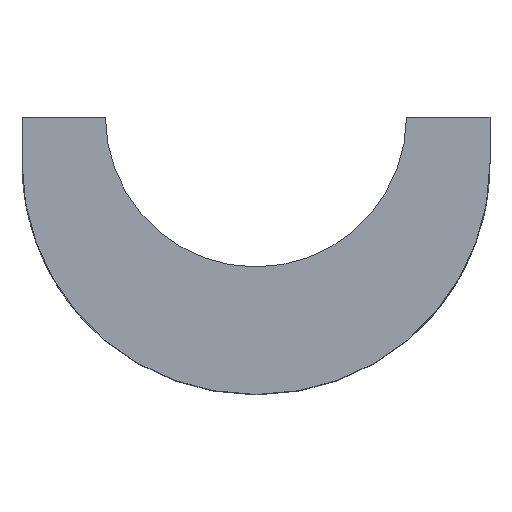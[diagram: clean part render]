
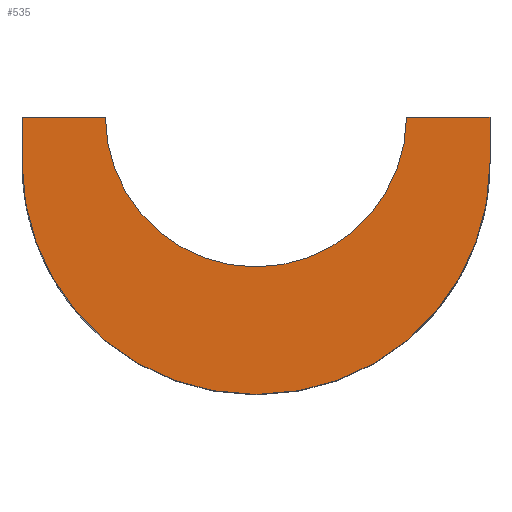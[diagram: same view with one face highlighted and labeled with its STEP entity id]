
A CAD part, top view. The second image highlights one B-rep face of the part: STEP entity #535.
In plain terms, the highlighted planar face has unit normal (0, 0, 1).
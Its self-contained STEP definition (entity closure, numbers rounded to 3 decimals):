
#28=PLANE('',#601);
#70=FACE_OUTER_BOUND('',#112,.T.);
#112=EDGE_LOOP('',(#480,#481,#482,#483,#484,#485,#486,#487));
#128=LINE('',#889,#170);
#145=LINE('',#1052,#187);
#149=LINE('',#1061,#191);
#154=LINE('',#1073,#196);
#163=LINE('',#1117,#205);
#170=VECTOR('',#619,10.);
#187=VECTOR('',#660,10.);
#191=VECTOR('',#668,10.);
#196=VECTOR('',#679,10.);
#205=VECTOR('',#742,10.);
#206=CIRCLE('',#552,50.);
#208=CIRCLE('',#556,50.);
#227=CIRCLE('',#600,32.5);
#228=VERTEX_POINT('',#753);
#229=VERTEX_POINT('',#754);
#240=VERTEX_POINT('',#888);
#242=VERTEX_POINT('',#894);
#260=VERTEX_POINT('',#1050);
#262=VERTEX_POINT('',#1058);
#263=VERTEX_POINT('',#1060);
#275=VERTEX_POINT('',#1115);
#276=EDGE_CURVE('',#228,#229,#206,.T.);
#288=EDGE_CURVE('',#229,#240,#128,.T.);
#291=EDGE_CURVE('',#240,#242,#208,.T.);
#315=EDGE_CURVE('',#260,#228,#145,.T.);
#319=EDGE_CURVE('',#263,#262,#149,.T.);
#326=EDGE_CURVE('',#262,#242,#154,.T.);
#346=EDGE_CURVE('',#260,#275,#163,.T.);
#347=EDGE_CURVE('',#275,#263,#227,.T.);
#480=ORIENTED_EDGE('',*,*,#291,.F.);
#481=ORIENTED_EDGE('',*,*,#288,.F.);
#482=ORIENTED_EDGE('',*,*,#276,.F.);
#483=ORIENTED_EDGE('',*,*,#315,.F.);
#484=ORIENTED_EDGE('',*,*,#346,.T.);
#485=ORIENTED_EDGE('',*,*,#347,.T.);
#486=ORIENTED_EDGE('',*,*,#319,.T.);
#487=ORIENTED_EDGE('',*,*,#326,.T.);
#535=ADVANCED_FACE('',(#70),#28,.T.);
#552=AXIS2_PLACEMENT_3D('',#755,#607,#608);
#556=AXIS2_PLACEMENT_3D('',#895,#624,#625);
#600=AXIS2_PLACEMENT_3D('',#1119,#745,#746);
#601=AXIS2_PLACEMENT_3D('',#1120,#747,#748);
#607=DIRECTION('center_axis',(0.,0.,
-1.));
#608=DIRECTION('ref_axis',(0.707,-0.707,0.));
#619=DIRECTION('',(-1.,0.,0.));
#624=DIRECTION('center_axis',(0.,0.,
-1.));
#625=DIRECTION('ref_axis',(-0.707,-0.707,0.));
#660=DIRECTION('',(0.,-1.,0.));
#668=DIRECTION('',(-1.,0.,0.));
#679=DIRECTION('',(0.,-1.,0.));
#742=DIRECTION('',(-1.,0.,0.));
#745=DIRECTION('center_axis',(0.,0.,
-1.));
#746=DIRECTION('ref_axis',(-1.,0.,0.));
#747=DIRECTION('center_axis',(0.,0.,
1.));
#748=DIRECTION('ref_axis',(-1.,0.,0.));
#753=CARTESIAN_POINT('',(121.,-93.5,54.5));
#754=CARTESIAN_POINT('',(71.,-143.5,54.5));
#755=CARTESIAN_POINT('Origin',(71.,-93.5,54.5));
#888=CARTESIAN_POINT('',(69.968,-143.5,54.5));
#889=CARTESIAN_POINT('',(59.345,-143.5,54.5));
#894=CARTESIAN_POINT('',(19.968,-93.5,54.5));
#895=CARTESIAN_POINT('Origin',(69.968,-93.5,54.5));
#1050=CARTESIAN_POINT('',(121.,-83.7,54.5));
#1052=CARTESIAN_POINT('',(121.,-83.5,54.5));
#1058=CARTESIAN_POINT('',(19.968,-83.7,54.5));
#1060=CARTESIAN_POINT('',(37.969,-83.7,54.5));
#1061=CARTESIAN_POINT('',(50.172,-83.7,54.5));
#1073=CARTESIAN_POINT('',(19.968,-83.5,54.5));
#1115=CARTESIAN_POINT('',(102.968,-83.7,54.5));
#1117=CARTESIAN_POINT('',(100.172,-83.7,54.5));
#1119=CARTESIAN_POINT('Origin',(70.468,-83.5,54.5));
#1120=CARTESIAN_POINT('Origin',(70.344,-32.5,54.5));
